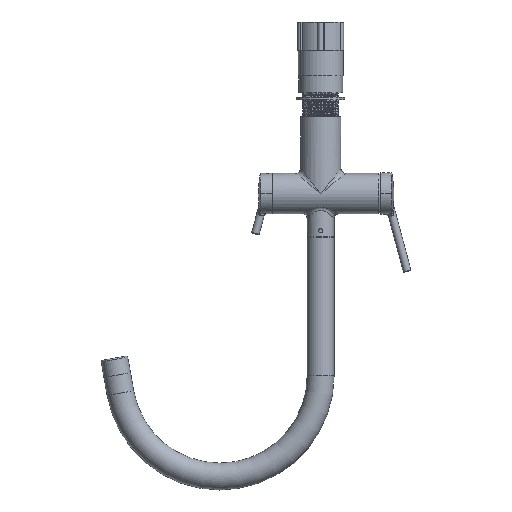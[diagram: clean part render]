
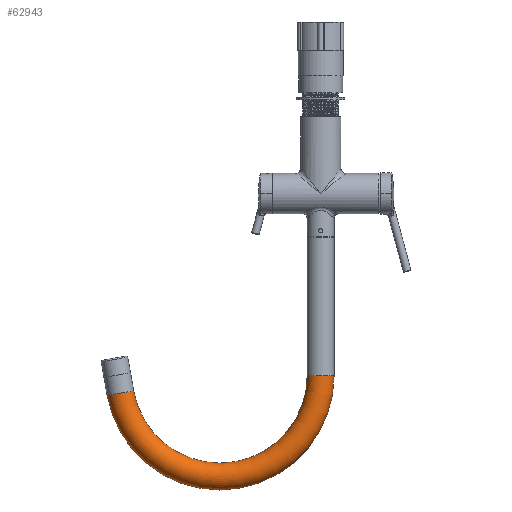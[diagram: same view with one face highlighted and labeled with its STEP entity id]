
A CAD part, front view. The second image highlights one B-rep face of the part: STEP entity #62943.
In plain terms, the highlighted toroidal (fillet/blend) face has major radius 105 mm and minor radius 14 mm.
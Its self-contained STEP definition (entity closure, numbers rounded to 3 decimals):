
#62365=CARTESIAN_POINT('',(0.,0.,-144.));
#62366=DIRECTION('',(0.,0.,1.));
#62367=DIRECTION('',(1.,0.,0.));
#62368=AXIS2_PLACEMENT_3D('',#62365,#62366,#62367);
#62374=CARTESIAN_POINT('',(208.405,0.,-162.233));
#62375=DIRECTION('',(-0.174,0.,-0.985));
#62376=DIRECTION('',(-0.985,0.,0.174));
#62377=AXIS2_PLACEMENT_3D('',#62374,#62375,#62376);
#62379=CARTESIAN_POINT('',(105.,0.,-144.));
#62380=DIRECTION('',(0.,1.,0.));
#62381=DIRECTION('',(0.985,0.,-0.174));
#62382=AXIS2_PLACEMENT_3D('',#62379,#62380,#62381);
#62389=CARTESIAN_POINT('',(105.,0.,-144.));
#62390=DIRECTION('',(0.,1.,0.));
#62391=DIRECTION('',(0.985,0.,-0.174));
#62392=AXIS2_PLACEMENT_3D('',#62389,#62390,#62391);
#62443=CARTESIAN_POINT('',(194.618,0.,-159.802));
#62444=CARTESIAN_POINT('',(222.192,0.,-164.664));
#62445=VERTEX_POINT('',#62443);
#62446=VERTEX_POINT('',#62444);
#62447=CARTESIAN_POINT('',(14.,0.,-144.));
#62448=CARTESIAN_POINT('',(-14.,0.,-144.));
#62449=VERTEX_POINT('',#62447);
#62450=VERTEX_POINT('',#62448);
#62930=CARTESIAN_POINT('',(105.,0.,-144.));
#62931=DIRECTION('',(0.,1.,0.));
#62932=DIRECTION('',(-0.985,0.,0.174));
#62933=AXIS2_PLACEMENT_3D('',#62930,#62931,#62932);
#62934=TOROIDAL_SURFACE('',#62933,105.,14.);
#62935=ORIENTED_EDGE('',*,*,#62536,.F.);
#62937=ORIENTED_EDGE('',*,*,#62936,.T.);
#62938=ORIENTED_EDGE('',*,*,#62920,.T.);
#62940=ORIENTED_EDGE('',*,*,#62939,.F.);
#62941=EDGE_LOOP('',(#62935,#62937,#62938,#62940));
#62942=FACE_OUTER_BOUND('',#62941,.F.);
#62943=ADVANCED_FACE('',(#62942),#62934,.T.);
#62369=CIRCLE('',#62368,14.);
#62378=CIRCLE('',#62377,14.);
#62383=CIRCLE('',#62382,91.);
#62393=CIRCLE('',#62392,119.);
#62536=EDGE_CURVE('',#62445,#62446,#62378,.T.);
#62920=EDGE_CURVE('',#62449,#62450,#62369,.T.);
#62936=EDGE_CURVE('',#62445,#62449,#62383,.T.);
#62939=EDGE_CURVE('',#62446,#62450,#62393,.T.);
